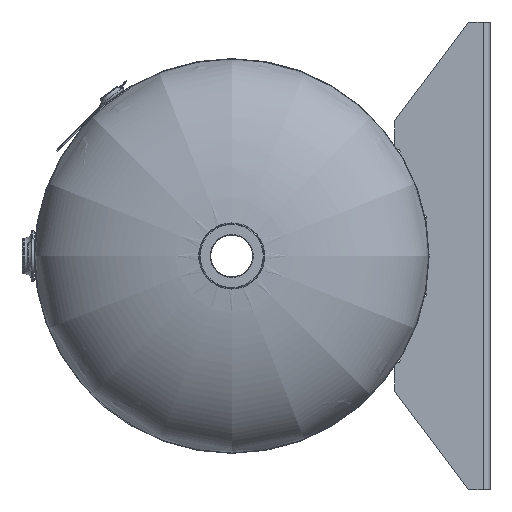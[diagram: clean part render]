
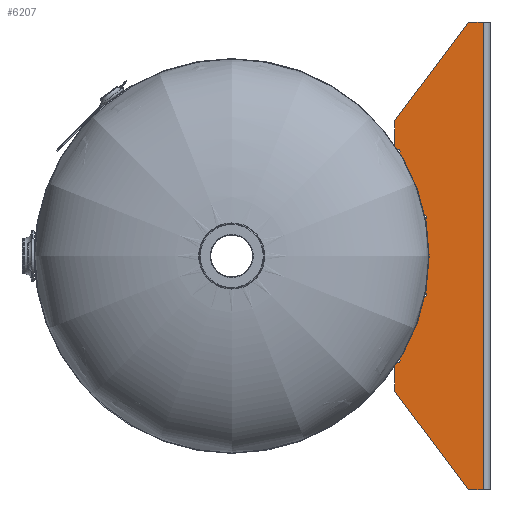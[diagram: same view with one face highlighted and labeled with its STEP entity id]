
A CAD part, left-side view. The second image highlights one B-rep face of the part: STEP entity #6207.
In plain terms, the highlighted face is planar.
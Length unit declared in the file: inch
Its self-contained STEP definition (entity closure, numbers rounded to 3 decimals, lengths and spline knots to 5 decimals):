
#457=CIRCLE('',#6863,8.0604);
#461=CIRCLE('',#6872,8.);
#462=CIRCLE('',#6874,8.);
#464=CIRCLE('',#6877,8.0604);
#465=CIRCLE('',#6878,8.);
#466=CIRCLE('',#6879,8.);
#467=CIRCLE('',#6880,8.0604);
#468=CIRCLE('',#6881,8.);
#469=CIRCLE('',#6882,8.0604);
#669=PLANE('',#6876);
#971=FACE_OUTER_BOUND('',#1342,.T.);
#1342=EDGE_LOOP('',(#5583,#5584,#5585,#5586,#5587,#5588,#5589,#5590,#5591,
#5592,#5593,#5594,#5595,#5596,#5597,#5598,#5599,#5600,#5601,#5602,#5603,
#5604,#5605,#5606));
#1851=LINE('',#12127,#2420);
#1855=LINE('',#12139,#2424);
#1867=LINE('',#12176,#2436);
#1868=LINE('',#12180,#2437);
#1869=LINE('',#12184,#2438);
#1870=LINE('',#12186,#2439);
#1871=LINE('',#12188,#2440);
#1872=LINE('',#12190,#2441);
#1873=LINE('',#12192,#2442);
#1874=LINE('',#12194,#2443);
#1875=LINE('',#12196,#2444);
#1876=LINE('',#12200,#2445);
#1877=LINE('',#12204,#2446);
#1878=LINE('',#12208,#2447);
#1879=LINE('',#12211,#2448);
#2420=VECTOR('',#8273,0.3937);
#2424=VECTOR('',#8285,0.3937);
#2436=VECTOR('',#8321,0.3937);
#2437=VECTOR('',#8324,0.3937);
#2438=VECTOR('',#8327,0.3937);
#2439=VECTOR('',#8328,0.3937);
#2440=VECTOR('',#8329,0.3937);
#2441=VECTOR('',#8330,0.3937);
#2442=VECTOR('',#8331,0.3937);
#2443=VECTOR('',#8332,0.3937);
#2444=VECTOR('',#8333,0.3937);
#2445=VECTOR('',#8336,0.3937);
#2446=VECTOR('',#8339,0.3937);
#2447=VECTOR('',#8342,0.3937);
#2448=VECTOR('',#8345,0.3937);
#3125=VERTEX_POINT('',#12124);
#3126=VERTEX_POINT('',#12126);
#3128=VERTEX_POINT('',#12132);
#3130=VERTEX_POINT('',#12138);
#3140=VERTEX_POINT('',#12165);
#3141=VERTEX_POINT('',#12169);
#3143=VERTEX_POINT('',#12175);
#3144=VERTEX_POINT('',#12177);
#3145=VERTEX_POINT('',#12179);
#3146=VERTEX_POINT('',#12181);
#3147=VERTEX_POINT('',#12183);
#3148=VERTEX_POINT('',#12185);
#3149=VERTEX_POINT('',#12187);
#3150=VERTEX_POINT('',#12189);
#3151=VERTEX_POINT('',#12191);
#3152=VERTEX_POINT('',#12193);
#3153=VERTEX_POINT('',#12195);
#3154=VERTEX_POINT('',#12197);
#3155=VERTEX_POINT('',#12199);
#3156=VERTEX_POINT('',#12201);
#3157=VERTEX_POINT('',#12203);
#3158=VERTEX_POINT('',#12205);
#3159=VERTEX_POINT('',#12207);
#3160=VERTEX_POINT('',#12209);
#3957=EDGE_CURVE('',#3126,#3125,#1851,.T.);
#3960=EDGE_CURVE('',#3128,#3126,#457,.T.);
#3963=EDGE_CURVE('',#3130,#3128,#1855,.T.);
#3977=EDGE_CURVE('',#3125,#3140,#461,.T.);
#3978=EDGE_CURVE('',#3141,#3130,#462,.T.);
#3981=EDGE_CURVE('',#3140,#3143,#1867,.T.);
#3982=EDGE_CURVE('',#3143,#3144,#464,.T.);
#3983=EDGE_CURVE('',#3144,#3145,#1868,.T.);
#3984=EDGE_CURVE('',#3145,#3146,#465,.T.);
#3985=EDGE_CURVE('',#3147,#3146,#1869,.T.);
#3986=EDGE_CURVE('',#3148,#3147,#1870,.T.);
#3987=EDGE_CURVE('',#3148,#3149,#1871,.T.);
#3988=EDGE_CURVE('',#3150,#3149,#1872,.T.);
#3989=EDGE_CURVE('',#3150,#3151,#1873,.T.);
#3990=EDGE_CURVE('',#3152,#3151,#1874,.T.);
#3991=EDGE_CURVE('',#3153,#3152,#1875,.T.);
#3992=EDGE_CURVE('',#3153,#3154,#466,.T.);
#3993=EDGE_CURVE('',#3154,#3155,#1876,.T.);
#3994=EDGE_CURVE('',#3155,#3156,#467,.T.);
#3995=EDGE_CURVE('',#3156,#3157,#1877,.T.);
#3996=EDGE_CURVE('',#3157,#3158,#468,.T.);
#3997=EDGE_CURVE('',#3158,#3159,#1878,.T.);
#3998=EDGE_CURVE('',#3159,#3160,#469,.T.);
#3999=EDGE_CURVE('',#3160,#3141,#1879,.T.);
#5583=ORIENTED_EDGE('',*,*,#3963,.T.);
#5584=ORIENTED_EDGE('',*,*,#3960,.T.);
#5585=ORIENTED_EDGE('',*,*,#3957,.T.);
#5586=ORIENTED_EDGE('',*,*,#3977,.T.);
#5587=ORIENTED_EDGE('',*,*,#3981,.T.);
#5588=ORIENTED_EDGE('',*,*,#3982,.T.);
#5589=ORIENTED_EDGE('',*,*,#3983,.T.);
#5590=ORIENTED_EDGE('',*,*,#3984,.T.);
#5591=ORIENTED_EDGE('',*,*,#3985,.F.);
#5592=ORIENTED_EDGE('',*,*,#3986,.F.);
#5593=ORIENTED_EDGE('',*,*,#3987,.T.);
#5594=ORIENTED_EDGE('',*,*,#3988,.F.);
#5595=ORIENTED_EDGE('',*,*,#3989,.T.);
#5596=ORIENTED_EDGE('',*,*,#3990,.F.);
#5597=ORIENTED_EDGE('',*,*,#3991,.F.);
#5598=ORIENTED_EDGE('',*,*,#3992,.T.);
#5599=ORIENTED_EDGE('',*,*,#3993,.T.);
#5600=ORIENTED_EDGE('',*,*,#3994,.T.);
#5601=ORIENTED_EDGE('',*,*,#3995,.T.);
#5602=ORIENTED_EDGE('',*,*,#3996,.T.);
#5603=ORIENTED_EDGE('',*,*,#3997,.T.);
#5604=ORIENTED_EDGE('',*,*,#3998,.T.);
#5605=ORIENTED_EDGE('',*,*,#3999,.T.);
#5606=ORIENTED_EDGE('',*,*,#3978,.T.);
#6207=ADVANCED_FACE('',(#971),#669,.T.);
#6863=AXIS2_PLACEMENT_3D('',#12133,#8279,#8280);
#6872=AXIS2_PLACEMENT_3D('',#12167,#8310,#8311);
#6874=AXIS2_PLACEMENT_3D('',#12170,#8314,#8315);
#6876=AXIS2_PLACEMENT_3D('',#12174,#8319,#8320);
#6877=AXIS2_PLACEMENT_3D('',#12178,#8322,#8323);
#6878=AXIS2_PLACEMENT_3D('',#12182,#8325,#8326);
#6879=AXIS2_PLACEMENT_3D('',#12198,#8334,#8335);
#6880=AXIS2_PLACEMENT_3D('',#12202,#8337,#8338);
#6881=AXIS2_PLACEMENT_3D('',#12206,#8340,#8341);
#6882=AXIS2_PLACEMENT_3D('',#12210,#8343,#8344);
#8273=DIRECTION('',(-0.203,0.,0.979));
#8279=DIRECTION('center_axis',(0.,-1.,0.));
#8280=DIRECTION('ref_axis',(-1.,0.,0.));
#8285=DIRECTION('',(0.191,0.,-0.982));
#8310=DIRECTION('center_axis',(0.,-1.,0.));
#8311=DIRECTION('ref_axis',(0.561,0.,-0.828));
#8314=DIRECTION('center_axis',(0.,-1.,0.));
#8315=DIRECTION('ref_axis',(0.561,0.,-0.828));
#8319=DIRECTION('center_axis',(0.,1.,0.));
#8320=DIRECTION('ref_axis',(0.,0.,1.));
#8321=DIRECTION('',(0.528,0.,-0.849));
#8322=DIRECTION('center_axis',(0.,-1.,0.));
#8323=DIRECTION('ref_axis',(-1.,0.,0.));
#8324=DIRECTION('',(-0.538,0.,0.843));
#8325=DIRECTION('center_axis',(0.,-1.,0.));
#8326=DIRECTION('ref_axis',(0.561,0.,-0.828));
#8327=DIRECTION('',(-1.,0.,0.));
#8328=DIRECTION('',(-0.8,0.,0.6));
#8329=DIRECTION('',(0.,0.,-1.));
#8330=DIRECTION('',(1.,0.,0.));
#8331=DIRECTION('',(0.,0.,1.));
#8332=DIRECTION('',(-0.8,0.,-0.6));
#8333=DIRECTION('',(-1.,0.,0.));
#8334=DIRECTION('center_axis',(0.,-1.,0.));
#8335=DIRECTION('ref_axis',(0.561,0.,-0.828));
#8336=DIRECTION('',(-0.538,0.,-0.843));
#8337=DIRECTION('center_axis',(0.,-1.,0.));
#8338=DIRECTION('ref_axis',(1.,0.,0.));
#8339=DIRECTION('',(0.528,0.,0.849));
#8340=DIRECTION('center_axis',(0.,-1.,0.));
#8341=DIRECTION('ref_axis',(0.561,0.,-0.828));
#8342=DIRECTION('',(-0.203,0.,-0.979));
#8343=DIRECTION('center_axis',(0.,-1.,0.));
#8344=DIRECTION('ref_axis',(1.,0.,0.));
#8345=DIRECTION('',(0.191,0.,0.982));
#12124=CARTESIAN_POINT('',(1.62625,2.,2.66704));
#12126=CARTESIAN_POINT('',(1.63852,2.,2.6079));
#12127=CARTESIAN_POINT('',(2.06049,2.,0.57547));
#12132=CARTESIAN_POINT('',(1.54049,2.,2.58818));
#12133=CARTESIAN_POINT('Origin',(0.,2.,10.5));
#12138=CARTESIAN_POINT('',(1.52894,2.,2.64746));
#12139=CARTESIAN_POINT('',(1.15837,2.,4.55069));
#12165=CARTESIAN_POINT('',(4.22267,2.,3.70522));
#12167=CARTESIAN_POINT('Origin',(0.,2.,10.5));
#12169=CARTESIAN_POINT('',(-1.52894,2.,2.64746));
#12170=CARTESIAN_POINT('Origin',(0.,2.,10.5));
#12174=CARTESIAN_POINT('Origin',(9.5,2.,0.));
#12175=CARTESIAN_POINT('',(4.25455,2.,3.65392));
#12176=CARTESIAN_POINT('',(3.67704,2.,4.5832));
#12177=CARTESIAN_POINT('',(4.33915,2.,3.70723));
#12178=CARTESIAN_POINT('Origin',(0.,2.,10.5));
#12179=CARTESIAN_POINT('',(4.30664,2.,3.75813));
#12180=CARTESIAN_POINT('',(5.92789,2.,1.22013));
#12181=CARTESIAN_POINT('',(4.48582,2.,3.876));
#12182=CARTESIAN_POINT('Origin',(0.,2.,10.5));
#12183=CARTESIAN_POINT('',(5.5,2.,3.876));
#12184=CARTESIAN_POINT('',(9.5,2.,3.876));
#12185=CARTESIAN_POINT('',(9.5,2.,0.876));
#12186=CARTESIAN_POINT('',(8.71024,2.,1.46832));
#12187=CARTESIAN_POINT('',(9.5,2.,0.269));
#12188=CARTESIAN_POINT('',(9.5,2.,3.876));
#12189=CARTESIAN_POINT('',(-9.5,2.,0.269));
#12190=CARTESIAN_POINT('',(9.5,2.,0.269));
#12191=CARTESIAN_POINT('',(-9.5,2.,0.876));
#12192=CARTESIAN_POINT('',(-9.5,2.,3.876));
#12193=CARTESIAN_POINT('',(-5.5,2.,3.876));
#12194=CARTESIAN_POINT('',(-2.63024,2.,6.02832));
#12195=CARTESIAN_POINT('',(-4.48582,2.,3.876));
#12196=CARTESIAN_POINT('',(9.5,2.,3.876));
#12197=CARTESIAN_POINT('',(-4.30664,2.,3.75813));
#12198=CARTESIAN_POINT('Origin',(0.,2.,10.5));
#12199=CARTESIAN_POINT('',(-4.33915,2.,3.70723));
#12200=CARTESIAN_POINT('',(-3.17479,2.,5.52999));
#12201=CARTESIAN_POINT('',(-4.25455,2.,3.65392));
#12202=CARTESIAN_POINT('Origin',(0.,2.,10.5));
#12203=CARTESIAN_POINT('',(-4.22267,2.,3.70522));
#12204=CARTESIAN_POINT('',(-1.03026,2.,8.84219));
#12205=CARTESIAN_POINT('',(-1.62625,2.,2.66704));
#12206=CARTESIAN_POINT('Origin',(0.,2.,10.5));
#12207=CARTESIAN_POINT('',(-1.63852,2.,2.6079));
#12208=CARTESIAN_POINT('',(-1.66792,2.,2.46632));
#12209=CARTESIAN_POINT('',(-1.54049,2.,2.58818));
#12210=CARTESIAN_POINT('Origin',(0.,2.,10.5));
#12211=CARTESIAN_POINT('',(-0.81138,2.,6.33284));
